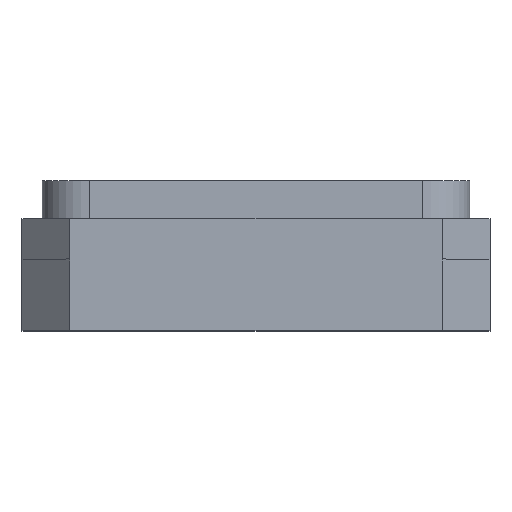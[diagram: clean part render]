
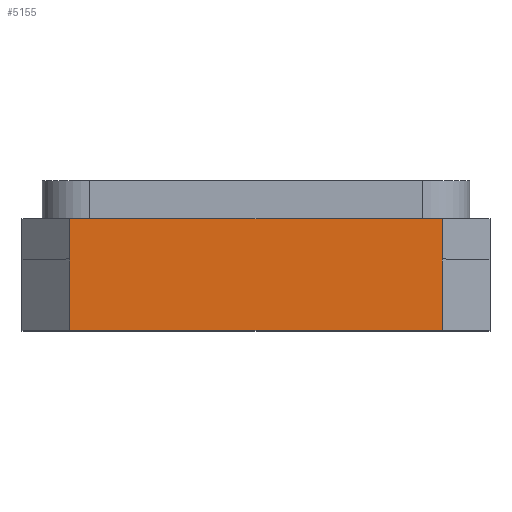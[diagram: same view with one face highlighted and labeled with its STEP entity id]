
A CAD part, top view. The second image highlights one B-rep face of the part: STEP entity #5155.
In plain terms, the highlighted planar face has unit normal (0, 0, 1).
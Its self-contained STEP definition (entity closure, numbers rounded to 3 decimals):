
#53 = VERTEX_POINT ( 'NONE', #5864 ) ;
#159 = EDGE_CURVE ( 'NONE', #3869, #1415, #1771, .T. ) ;
#288 = ORIENTED_EDGE ( 'NONE', *, *, #8677, .T. ) ;
#521 = DIRECTION ( 'NONE',  ( 0., 0., -1. ) ) ;
#575 = CARTESIAN_POINT ( 'NONE',  ( 1.25, 0.8, 1.6 ) ) ;
#894 = VECTOR ( 'NONE', #1949, 1000. ) ;
#1102 = CARTESIAN_POINT ( 'NONE',  ( -0.996, 0.381, 1.6 ) ) ;
#1415 = VERTEX_POINT ( 'NONE', #8700 ) ;
#1446 = EDGE_CURVE ( 'NONE', #1415, #2763, #4941, .T. ) ;
#1484 = VECTOR ( 'NONE', #6129, 1000. ) ;
#1709 = DIRECTION ( 'NONE',  ( 1., 0., 0. ) ) ;
#1771 = LINE ( 'NONE', #3134, #4945 ) ;
#1949 = DIRECTION ( 'NONE',  ( 0., -1., 0. ) ) ;
#2293 = VECTOR ( 'NONE', #6366, 1000. ) ;
#2721 = DIRECTION ( 'NONE',  ( -1., 0., 0. ) ) ;
#2763 = VERTEX_POINT ( 'NONE', #7641 ) ;
#2817 = CARTESIAN_POINT ( 'NONE',  ( -0.996, 0.597, 1.6 ) ) ;
#2870 = ORIENTED_EDGE ( 'NONE', *, *, #1446, .T. ) ;
#3103 = LINE ( 'NONE', #6084, #1484 ) ;
#3134 = CARTESIAN_POINT ( 'NONE',  ( 0.996, 0.8, 1.6 ) ) ;
#3869 = VERTEX_POINT ( 'NONE', #6433 ) ;
#4023 = ORIENTED_EDGE ( 'NONE', *, *, #9457, .T. ) ;
#4844 = CARTESIAN_POINT ( 'NONE',  ( 0.996, 0.8, 1.6 ) ) ;
#4941 = LINE ( 'NONE', #4844, #2293 ) ;
#4945 = VECTOR ( 'NONE', #6252, 1000. ) ;
#5155 = ADVANCED_FACE ( 'NONE', ( #8658 ), #9533, .F. ) ;
#5413 = LINE ( 'NONE', #9021, #8545 ) ;
#5664 = EDGE_CURVE ( 'NONE', #53, #3869, #5413, .T. ) ;
#5864 = CARTESIAN_POINT ( 'NONE',  ( -0.996, 0., 1.6 ) ) ;
#5880 = DIRECTION ( 'NONE',  ( 0., 1., 0. ) ) ;
#6084 = CARTESIAN_POINT ( 'NONE',  ( -0.996, 0.8, 1.6 ) ) ;
#6129 = DIRECTION ( 'NONE',  ( 0., -1., 0. ) ) ;
#6165 = ORIENTED_EDGE ( 'NONE', *, *, #5664, .T. ) ;
#6252 = DIRECTION ( 'NONE',  ( 0., 1., 0. ) ) ;
#6366 = DIRECTION ( 'NONE',  ( 0., 1., 0. ) ) ;
#6433 = CARTESIAN_POINT ( 'NONE',  ( 0.996, 0., 1.6 ) ) ;
#6524 = CARTESIAN_POINT ( 'NONE',  ( -1.25, 0.597, 1.6 ) ) ;
#6603 = VECTOR ( 'NONE', #2721, 1000. ) ;
#6913 = EDGE_CURVE ( 'NONE', #2763, #8765, #8624, .T. ) ;
#6978 = AXIS2_PLACEMENT_3D ( 'NONE', #575, #521, #5880 ) ;
#7481 = ORIENTED_EDGE ( 'NONE', *, *, #6913, .T. ) ;
#7641 = CARTESIAN_POINT ( 'NONE',  ( 0.996, 0.597, 1.6 ) ) ;
#7924 = ORIENTED_EDGE ( 'NONE', *, *, #159, .T. ) ;
#7939 = LINE ( 'NONE', #8628, #894 ) ;
#8223 = VERTEX_POINT ( 'NONE', #1102 ) ;
#8545 = VECTOR ( 'NONE', #1709, 1000. ) ;
#8624 = LINE ( 'NONE', #6524, #6603 ) ;
#8628 = CARTESIAN_POINT ( 'NONE',  ( -0.996, 0.8, 1.6 ) ) ;
#8658 = FACE_OUTER_BOUND ( 'NONE', #8697, .T. ) ;
#8677 = EDGE_CURVE ( 'NONE', #8765, #8223, #7939, .T. ) ;
#8697 = EDGE_LOOP ( 'NONE', ( #6165, #7924, #2870, #7481, #288, #4023 ) ) ;
#8700 = CARTESIAN_POINT ( 'NONE',  ( 0.996, 0.381, 1.6 ) ) ;
#8765 = VERTEX_POINT ( 'NONE', #2817 ) ;
#9021 = CARTESIAN_POINT ( 'NONE',  ( 1.25, 0., 1.6 ) ) ;
#9457 = EDGE_CURVE ( 'NONE', #8223, #53, #3103, .T. ) ;
#9533 = PLANE ( 'NONE',  #6978 ) ;
